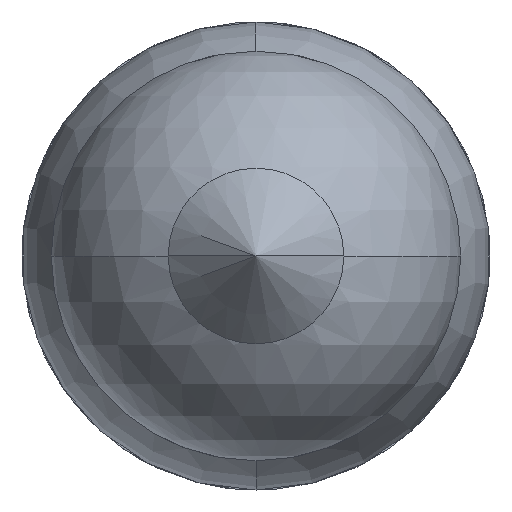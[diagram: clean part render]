
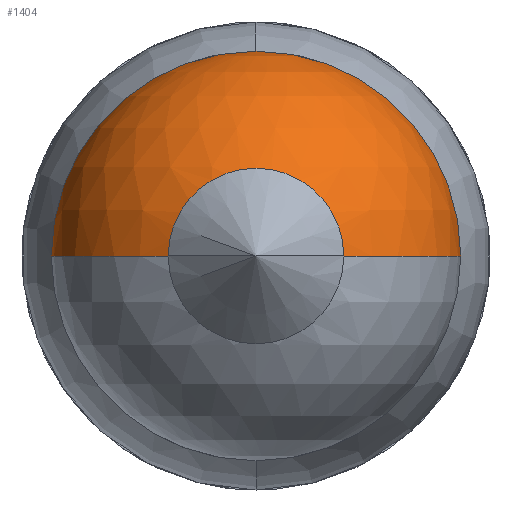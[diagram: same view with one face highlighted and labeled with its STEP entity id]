
A CAD part, front view. The second image highlights one B-rep face of the part: STEP entity #1404.
In plain terms, the highlighted spherical face has radius 0.35 mm.
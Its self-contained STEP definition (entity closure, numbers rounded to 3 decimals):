
#54 = SPHERICAL_SURFACE ( 'NONE', #2278, 0.35 ) ;
#182 = VERTEX_POINT ( 'NONE', #1058 ) ;
#202 = EDGE_CURVE ( 'Defeature ausgef�hrt1_4+Defeature ausgef�hrt1_0+Defeature ausgef�hrt1_0+Defeature ausgef�hrt1_0', #698, #1814, #1494, .T. ) ;
#267 = AXIS2_PLACEMENT_3D ( 'NONE', #2466, #388, #1988 ) ;
#322 = DIRECTION ( 'NONE',  ( 0., 1., 0. ) ) ;
#379 = CIRCLE ( 'NONE', #1497, 0.15 ) ;
#388 = DIRECTION ( 'NONE',  ( 0., 1., 0. ) ) ;
#445 = EDGE_CURVE ( 'Defeature ausgef�hrt1_0+Defeature ausgef�hrt1_16+Defeature ausgef�hrt1_16+Defeature ausgef�hrt1_16', #182, #773, #379, .T. ) ;
#605 = AXIS2_PLACEMENT_3D ( 'NONE', #971, #1213, #771 ) ;
#657 = ORIENTED_EDGE ( 'NONE', *, *, #2666, .F. ) ;
#677 = FACE_OUTER_BOUND ( 'NONE', #2247, .T. ) ;
#698 = VERTEX_POINT ( 'NONE', #2221 ) ;
#716 = DIRECTION ( 'NONE',  ( 1., 0., 0. ) ) ;
#771 = DIRECTION ( 'NONE',  ( 1., 0., 0. ) ) ;
#773 = VERTEX_POINT ( 'NONE', #1186 ) ;
#890 = CARTESIAN_POINT ( 'NONE',  ( 0., -13.694, 0.35 ) ) ;
#971 = CARTESIAN_POINT ( 'NONE',  ( 0., -13.694, 0. ) ) ;
#1058 = CARTESIAN_POINT ( 'NONE',  ( -0.15, -14.01, 0. ) ) ;
#1163 = DIRECTION ( 'NONE',  ( 0., 0., -1. ) ) ;
#1165 = DIRECTION ( 'NONE',  ( 0., 1., 0. ) ) ;
#1182 = CIRCLE ( 'NONE', #2544, 0.35 ) ;
#1186 = CARTESIAN_POINT ( 'NONE',  ( 0.15, -14.01, 0. ) ) ;
#1213 = DIRECTION ( 'NONE',  ( 0., 0., 1. ) ) ;
#1369 = CIRCLE ( 'NONE', #605, 0.35 ) ;
#1404 = ADVANCED_FACE ( 'Defeature ausgef�hrt1_0', ( #677 ), #54, .T. ) ;
#1408 = CARTESIAN_POINT ( 'NONE',  ( 0., -13.694, 0. ) ) ;
#1427 = CARTESIAN_POINT ( 'NONE',  ( 0., -14.01, 0. ) ) ;
#1476 = DIRECTION ( 'NONE',  ( 0., 0., 1. ) ) ;
#1494 = CIRCLE ( 'NONE', #267, 0.35 ) ;
#1497 = AXIS2_PLACEMENT_3D ( 'NONE', #1427, #1165, #2551 ) ;
#1552 = EDGE_CURVE ( 'Defeature ausgef�hrt1_4+Defeature ausgef�hrt1_0+Defeature ausgef�hrt1_0+Defeature ausgef�hrt1_0', #1814, #2882, #1915, .T. ) ;
#1768 = DIRECTION ( 'NONE',  ( 0., 0., -1. ) ) ;
#1786 = CARTESIAN_POINT ( 'NONE',  ( 0., -13.694, 0. ) ) ;
#1814 = VERTEX_POINT ( 'NONE', #890 ) ;
#1844 = ORIENTED_EDGE ( 'NONE', *, *, #2022, .T. ) ;
#1915 = CIRCLE ( 'NONE', #2036, 0.35 ) ;
#1988 = DIRECTION ( 'NONE',  ( 0., 0., 1. ) ) ;
#2014 = DIRECTION ( 'NONE',  ( -1., 0., 0. ) ) ;
#2022 = EDGE_CURVE ( 'NONE', #773, #2882, #1369, .T. ) ;
#2036 = AXIS2_PLACEMENT_3D ( 'NONE', #2810, #322, #1476 ) ;
#2093 = CARTESIAN_POINT ( 'NONE',  ( 0.35, -13.694, 0. ) ) ;
#2124 = ORIENTED_EDGE ( 'NONE', *, *, #445, .T. ) ;
#2221 = CARTESIAN_POINT ( 'NONE',  ( -0.35, -13.694, 0. ) ) ;
#2233 = ORIENTED_EDGE ( 'NONE', *, *, #1552, .F. ) ;
#2247 = EDGE_LOOP ( 'NONE', ( #657, #2124, #1844, #2233, #2431 ) ) ;
#2278 = AXIS2_PLACEMENT_3D ( 'NONE', #1408, #1163, #716 ) ;
#2431 = ORIENTED_EDGE ( 'NONE', *, *, #202, .F. ) ;
#2466 = CARTESIAN_POINT ( 'NONE',  ( 0., -13.694, 0. ) ) ;
#2544 = AXIS2_PLACEMENT_3D ( 'NONE', #1786, #1768, #2014 ) ;
#2551 = DIRECTION ( 'NONE',  ( -1., 0., 0. ) ) ;
#2666 = EDGE_CURVE ( 'NONE', #182, #698, #1182, .T. ) ;
#2810 = CARTESIAN_POINT ( 'NONE',  ( 0., -13.694, 0. ) ) ;
#2882 = VERTEX_POINT ( 'NONE', #2093 ) ;
